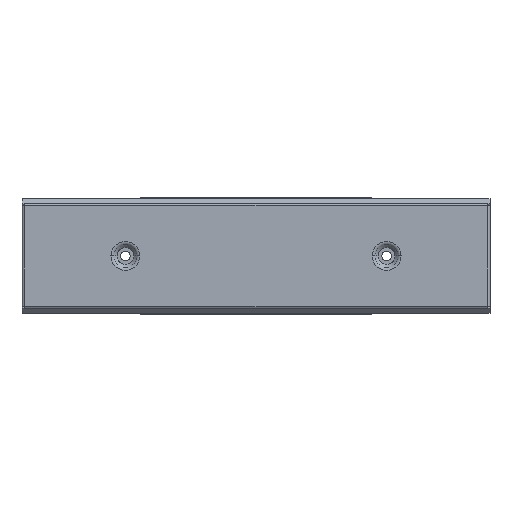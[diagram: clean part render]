
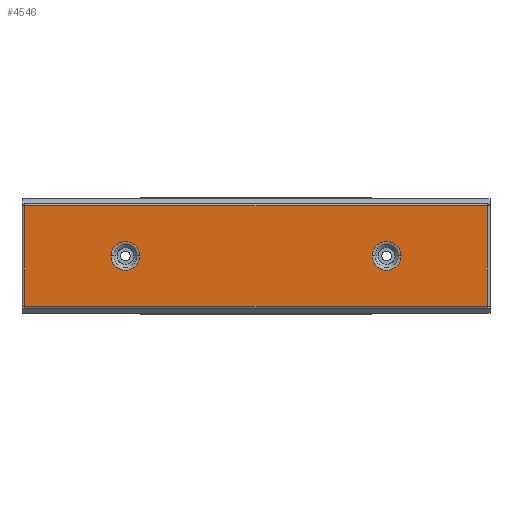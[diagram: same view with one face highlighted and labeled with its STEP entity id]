
A CAD part, top view. The second image highlights one B-rep face of the part: STEP entity #4546.
In plain terms, the highlighted planar face has unit normal (0, 0, 1).
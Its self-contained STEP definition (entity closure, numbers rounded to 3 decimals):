
#30 = EDGE_CURVE ( 'NONE', #2615, #972, #2677, .T. ) ;
#294 = CARTESIAN_POINT ( 'NONE',  ( 195.1, -42.309, 0. ) ) ;
#404 = VERTEX_POINT ( 'NONE', #1660 ) ;
#468 = VERTEX_POINT ( 'NONE', #2950 ) ;
#629 = CARTESIAN_POINT ( 'NONE',  ( 0., 42.309, 0. ) ) ;
#643 = VECTOR ( 'NONE', #4530, 1000. ) ;
#749 = LINE ( 'NONE', #4251, #643 ) ;
#774 = DIRECTION ( 'NONE',  ( 1., 0., 0. ) ) ;
#778 = CARTESIAN_POINT ( 'NONE',  ( -122.425, 0., 0. ) ) ;
#787 = CARTESIAN_POINT ( 'NONE',  ( 195.1, 42.309, 0. ) ) ;
#789 = EDGE_CURVE ( 'NONE', #881, #2615, #1197, .T. ) ;
#881 = VERTEX_POINT ( 'NONE', #4757 ) ;
#917 = EDGE_CURVE ( 'NONE', #404, #3938, #1722, .T. ) ;
#972 = VERTEX_POINT ( 'NONE', #787 ) ;
#1085 = PLANE ( 'NONE',  #4046 ) ;
#1197 = LINE ( 'NONE', #2330, #2697 ) ;
#1234 = CARTESIAN_POINT ( 'NONE',  ( 195.1, -42.309, 0. ) ) ;
#1284 = CIRCLE ( 'NONE', #4392, 12.175 ) ;
#1305 = CARTESIAN_POINT ( 'NONE',  ( 0., 43.303, 0. ) ) ;
#1342 = VERTEX_POINT ( 'NONE', #778 ) ;
#1496 = CARTESIAN_POINT ( 'NONE',  ( -110.25, 0., 0. ) ) ;
#1660 = CARTESIAN_POINT ( 'NONE',  ( 122.425, 0., 0. ) ) ;
#1683 = ORIENTED_EDGE ( 'NONE', *, *, #4119, .F. ) ;
#1722 = CIRCLE ( 'NONE', #2375, 12.175 ) ;
#1798 = CARTESIAN_POINT ( 'NONE',  ( -195.1, 42.309, 0. ) ) ;
#1862 = DIRECTION ( 'NONE',  ( 0., 0., -1. ) ) ;
#1884 = EDGE_CURVE ( 'NONE', #881, #4201, #749, .T. ) ;
#1930 = CARTESIAN_POINT ( 'NONE',  ( 98.075, 0., 0. ) ) ;
#2031 = EDGE_LOOP ( 'NONE', ( #4653, #3944, #3547, #3268 ) ) ;
#2039 = FACE_OUTER_BOUND ( 'NONE', #2031, .T. ) ;
#2140 = DIRECTION ( 'NONE',  ( 1., 0., 0. ) ) ;
#2259 = CARTESIAN_POINT ( 'NONE',  ( -110.25, 0., 0. ) ) ;
#2330 = CARTESIAN_POINT ( 'NONE',  ( 0., -42.309, 0. ) ) ;
#2375 = AXIS2_PLACEMENT_3D ( 'NONE', #4154, #4860, #4470 ) ;
#2572 = EDGE_LOOP ( 'NONE', ( #1683, #3527 ) ) ;
#2615 = VERTEX_POINT ( 'NONE', #294 ) ;
#2640 = DIRECTION ( 'NONE',  ( -1., 0., 0. ) ) ;
#2677 = LINE ( 'NONE', #1234, #4697 ) ;
#2697 = VECTOR ( 'NONE', #3081, 1000. ) ;
#2772 = DIRECTION ( 'NONE',  ( 0., 1., 0. ) ) ;
#2847 = EDGE_CURVE ( 'NONE', #4201, #972, #2960, .T. ) ;
#2878 = EDGE_CURVE ( 'NONE', #468, #1342, #1284, .T. ) ;
#2950 = CARTESIAN_POINT ( 'NONE',  ( -98.075, 0., 0. ) ) ;
#2960 = LINE ( 'NONE', #629, #4477 ) ;
#2997 = DIRECTION ( 'NONE',  ( 0., 0., 1. ) ) ;
#3015 = DIRECTION ( 'NONE',  ( 0., 0., -1. ) ) ;
#3021 = CARTESIAN_POINT ( 'NONE',  ( 110.25, 0., 0. ) ) ;
#3081 = DIRECTION ( 'NONE',  ( 1., 0., 0. ) ) ;
#3105 = EDGE_LOOP ( 'NONE', ( #4806, #3196 ) ) ;
#3196 = ORIENTED_EDGE ( 'NONE', *, *, #4671, .T. ) ;
#3268 = ORIENTED_EDGE ( 'NONE', *, *, #1884, .F. ) ;
#3527 = ORIENTED_EDGE ( 'NONE', *, *, #917, .F. ) ;
#3547 = ORIENTED_EDGE ( 'NONE', *, *, #2847, .F. ) ;
#3884 = AXIS2_PLACEMENT_3D ( 'NONE', #2259, #3015, #774 ) ;
#3938 = VERTEX_POINT ( 'NONE', #1930 ) ;
#3944 = ORIENTED_EDGE ( 'NONE', *, *, #30, .T. ) ;
#3957 = DIRECTION ( 'NONE',  ( 0., 1., 0. ) ) ;
#3987 = FACE_BOUND ( 'NONE', #2572, .T. ) ;
#4026 = AXIS2_PLACEMENT_3D ( 'NONE', #3021, #2997, #2640 ) ;
#4046 = AXIS2_PLACEMENT_3D ( 'NONE', #1305, #4524, #3957 ) ;
#4119 = EDGE_CURVE ( 'NONE', #3938, #404, #4668, .T. ) ;
#4154 = CARTESIAN_POINT ( 'NONE',  ( 110.25, 0., 0. ) ) ;
#4201 = VERTEX_POINT ( 'NONE', #1798 ) ;
#4251 = CARTESIAN_POINT ( 'NONE',  ( -195.1, -42.309, 0. ) ) ;
#4392 = AXIS2_PLACEMENT_3D ( 'NONE', #1496, #1862, #4555 ) ;
#4470 = DIRECTION ( 'NONE',  ( -1., 0., 0. ) ) ;
#4477 = VECTOR ( 'NONE', #2140, 1000. ) ;
#4524 = DIRECTION ( 'NONE',  ( 0., 0., 1. ) ) ;
#4527 = CIRCLE ( 'NONE', #3884, 12.175 ) ;
#4530 = DIRECTION ( 'NONE',  ( 0., 1., 0. ) ) ;
#4546 = ADVANCED_FACE ( 'NONE', ( #3987, #2039, #4790 ), #1085, .T. ) ;
#4555 = DIRECTION ( 'NONE',  ( 1., 0., 0. ) ) ;
#4653 = ORIENTED_EDGE ( 'NONE', *, *, #789, .T. ) ;
#4668 = CIRCLE ( 'NONE', #4026, 12.175 ) ;
#4671 = EDGE_CURVE ( 'NONE', #1342, #468, #4527, .T. ) ;
#4697 = VECTOR ( 'NONE', #2772, 1000. ) ;
#4757 = CARTESIAN_POINT ( 'NONE',  ( -195.1, -42.309, 0. ) ) ;
#4790 = FACE_BOUND ( 'NONE', #3105, .T. ) ;
#4806 = ORIENTED_EDGE ( 'NONE', *, *, #2878, .T. ) ;
#4860 = DIRECTION ( 'NONE',  ( 0., 0., 1. ) ) ;
